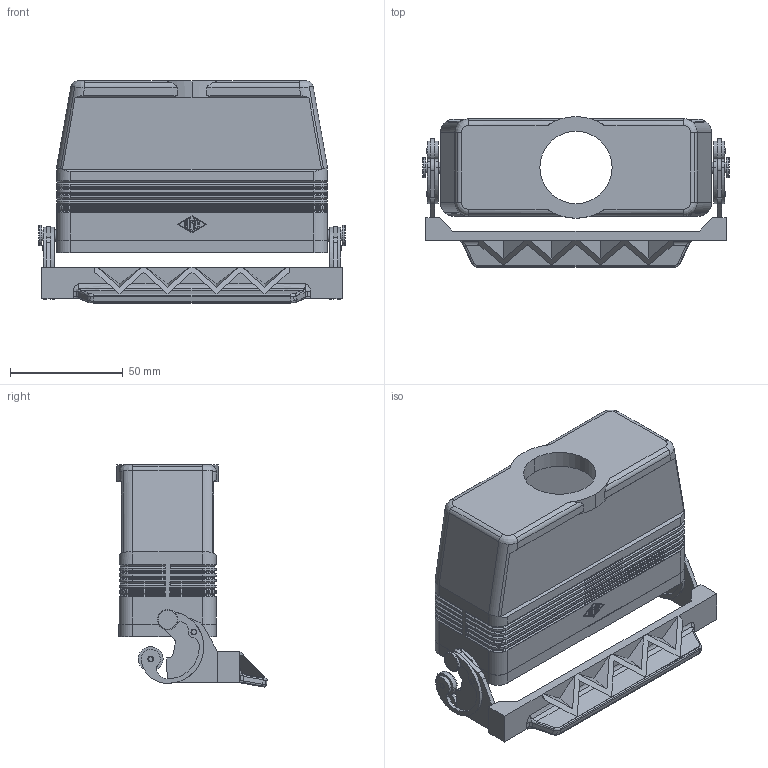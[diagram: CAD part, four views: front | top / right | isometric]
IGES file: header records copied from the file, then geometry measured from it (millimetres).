
Global section: file name: No Iges File Name specified; native system: AutoDesk Inventor R6.1; preprocessor: AutoDesk Inventor Iges Exporter R6.1; author: No Author specified; organization: No Organization specified; date: 20061221.113524; units: millimetre
Bounding box: 136 x 66.59 x 98.37 mm (x, y, z)
Volume: 114684.8 mm3; surface area: 67859.6 mm2
Topology: 1 solids, 3 shells, 946 faces, 2354 edges, 1426 vertices
Faces by surface type: bspline 309, plane 233, cylinder 200, revolution 144, torus 36, cone 24
